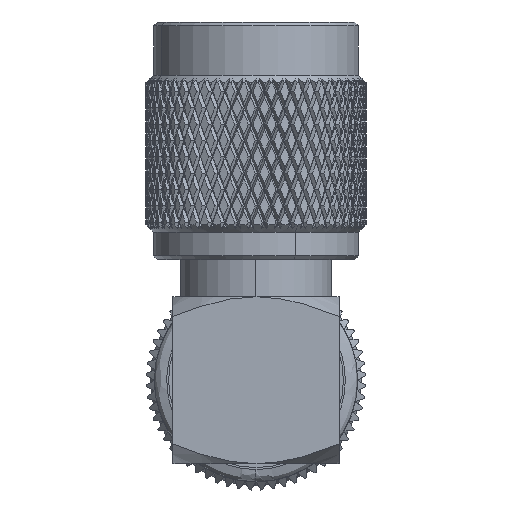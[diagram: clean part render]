
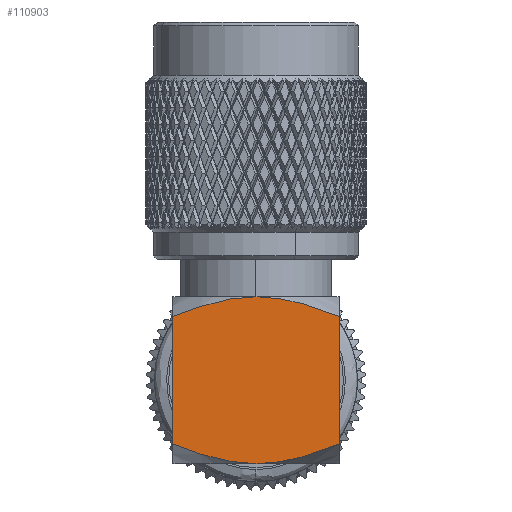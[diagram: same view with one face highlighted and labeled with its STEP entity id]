
A CAD part, left-side view. The second image highlights one B-rep face of the part: STEP entity #110903.
In plain terms, the highlighted face is planar.
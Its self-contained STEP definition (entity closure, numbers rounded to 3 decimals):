
#3395 = CARTESIAN_POINT ( 'NONE',  ( -5.5, 5.5, 0.954 ) ) ;
#5860 = CARTESIAN_POINT ( 'NONE',  ( 4.185, 5.5, -5.5 ) ) ;
#6225 = CARTESIAN_POINT ( 'NONE',  ( -4.543, 5.5, -4.622 ) ) ;
#6841 = CARTESIAN_POINT ( 'NONE',  ( -5.5, 5.5, 0. ) ) ;
#8177 = LINE ( 'NONE', #35416, #104817 ) ;
#8932 = DIRECTION ( 'NONE',  ( 0., 0., -1. ) ) ;
#9317 = LINE ( 'NONE', #53450, #23472 ) ;
#13025 = VERTEX_POINT ( 'NONE', #85453 ) ;
#15534 = CARTESIAN_POINT ( 'NONE',  ( -5.5, 5.5, -0.473 ) ) ;
#16071 = ORIENTED_EDGE ( 'NONE', *, *, #104075, .T. ) ;
#16414 = EDGE_CURVE ( 'NONE', #39537, #94794, #8177, .T. ) ;
#16575 = ORIENTED_EDGE ( 'NONE', *, *, #88709, .F. ) ;
#20668 = EDGE_CURVE ( 'NONE', #105640, #39537, #26490, .T. ) ;
#21973 = CARTESIAN_POINT ( 'NONE',  ( -4.535, 5.5, 4.616 ) ) ;
#23472 = VECTOR ( 'NONE', #109185, 1000. ) ;
#26490 = B_SPLINE_CURVE_WITH_KNOTS ( 'NONE', 3,
 ( #118531, #42984, #88853, #42376, #79536, #61571, #89463, #5860 ),
 .UNSPECIFIED., .F., .F.,
 ( 4, 2, 2, 4 ),
 ( 0.02, 0.021, 0.023, 0.026 ),
 .UNSPECIFIED. ) ;
#28706 = CARTESIAN_POINT ( 'NONE',  ( 4.185, 5.5, 5.5 ) ) ;
#28786 = EDGE_CURVE ( 'NONE', #85860, #13025, #70860, .T. ) ;
#28794 = CARTESIAN_POINT ( 'NONE',  ( 4.535, 5.5, 4.616 ) ) ;
#29312 = EDGE_LOOP ( 'NONE', ( #71859, #16071, #76818, #103649, #16575, #64630 ) ) ;
#29917 = PLANE ( 'NONE',  #111785 ) ;
#35416 = CARTESIAN_POINT ( 'NONE',  ( -5.5, 5.5, -5.5 ) ) ;
#39537 = VERTEX_POINT ( 'NONE', #102505 ) ;
#42376 = CARTESIAN_POINT ( 'NONE',  ( 5.328, 5.5, -1.891 ) ) ;
#42984 = CARTESIAN_POINT ( 'NONE',  ( 5.5, 5.5, -0.473 ) ) ;
#48476 = FACE_OUTER_BOUND ( 'NONE', #29312, .T. ) ;
#51864 = CARTESIAN_POINT ( 'NONE',  ( -4.185, 5.5, -5.5 ) ) ;
#53130 = EDGE_CURVE ( 'NONE', #89720, #85860, #9317, .T. ) ;
#53450 = CARTESIAN_POINT ( 'NONE',  ( -5.5, 5.5, 5.5 ) ) ;
#57268 = CARTESIAN_POINT ( 'NONE',  ( 5.352, 5.5, 1.885 ) ) ;
#59723 = CARTESIAN_POINT ( 'NONE',  ( -4.849, 5.5, 3.715 ) ) ;
#61336 = CARTESIAN_POINT ( 'NONE',  ( -4.185, 5.5, -5.5 ) ) ;
#61571 = CARTESIAN_POINT ( 'NONE',  ( 4.869, 5.5, -3.724 ) ) ;
#63584 = B_SPLINE_CURVE_WITH_KNOTS ( 'NONE', 3,
 ( #85761, #95042, #28794, #66548, #104327, #57268, #70827, #117883 ),
 .UNSPECIFIED., .F., .F.,
 ( 4, 2, 2, 4 ),
 ( 0.014, 0.016, 0.017, 0.02 ),
 .UNSPECIFIED. ) ;
#64630 = ORIENTED_EDGE ( 'NONE', *, *, #28786, .F. ) ;
#66548 = CARTESIAN_POINT ( 'NONE',  ( 4.849, 5.5, 3.715 ) ) ;
#69020 = CARTESIAN_POINT ( 'NONE',  ( -4.185, 5.5, 5.5 ) ) ;
#70827 = CARTESIAN_POINT ( 'NONE',  ( 5.5, 5.5, 0.954 ) ) ;
#70860 = B_SPLINE_CURVE_WITH_KNOTS ( 'NONE', 3,
 ( #69020, #106785, #21973, #59723, #97518, #88224, #3395, #71450 ),
 .UNSPECIFIED., .F., .F.,
 ( 4, 2, 2, 4 ),
 ( 0.014, 0.016, 0.017, 0.02 ),
 .UNSPECIFIED. ) ;
#71450 = CARTESIAN_POINT ( 'NONE',  ( -5.5, 5.5, 0. ) ) ;
#71859 = ORIENTED_EDGE ( 'NONE', *, *, #53130, .F. ) ;
#72458 = CARTESIAN_POINT ( 'NONE',  ( -5.328, 5.5, -1.891 ) ) ;
#76818 = ORIENTED_EDGE ( 'NONE', *, *, #20668, .T. ) ;
#77750 = CARTESIAN_POINT ( 'NONE',  ( 5.5, 5.5, 0. ) ) ;
#79536 = CARTESIAN_POINT ( 'NONE',  ( 5.23, 5.5, -2.353 ) ) ;
#79927 = CARTESIAN_POINT ( 'NONE',  ( -5.23, 5.5, -2.353 ) ) ;
#85370 = CARTESIAN_POINT ( 'NONE',  ( -4.185, 5.5, 5.5 ) ) ;
#85453 = CARTESIAN_POINT ( 'NONE',  ( -5.5, 5.5, 0. ) ) ;
#85761 = CARTESIAN_POINT ( 'NONE',  ( 4.185, 5.5, 5.5 ) ) ;
#85860 = VERTEX_POINT ( 'NONE', #85370 ) ;
#86283 = DIRECTION ( 'NONE',  ( 0., -1., 0. ) ) ;
#88224 = CARTESIAN_POINT ( 'NONE',  ( -5.352, 5.5, 1.885 ) ) ;
#88709 = EDGE_CURVE ( 'NONE', #13025, #94794, #95118, .T. ) ;
#88853 = CARTESIAN_POINT ( 'NONE',  ( 5.463, 5.5, -0.953 ) ) ;
#89463 = CARTESIAN_POINT ( 'NONE',  ( 4.543, 5.5, -4.622 ) ) ;
#89720 = VERTEX_POINT ( 'NONE', #28706 ) ;
#94794 = VERTEX_POINT ( 'NONE', #51864 ) ;
#95042 = CARTESIAN_POINT ( 'NONE',  ( 4.364, 5.5, 5.06 ) ) ;
#95118 = B_SPLINE_CURVE_WITH_KNOTS ( 'NONE', 3,
 ( #6841, #15534, #118893, #72458, #79927, #99737, #6225, #61336 ),
 .UNSPECIFIED., .F., .F.,
 ( 4, 2, 2, 4 ),
 ( 0.02, 0.021, 0.023, 0.026 ),
 .UNSPECIFIED. ) ;
#97518 = CARTESIAN_POINT ( 'NONE',  ( -4.992, 5.5, 3.259 ) ) ;
#99737 = CARTESIAN_POINT ( 'NONE',  ( -4.869, 5.5, -3.724 ) ) ;
#102505 = CARTESIAN_POINT ( 'NONE',  ( 4.185, 5.5, -5.5 ) ) ;
#103649 = ORIENTED_EDGE ( 'NONE', *, *, #16414, .T. ) ;
#104075 = EDGE_CURVE ( 'NONE', #89720, #105640, #63584, .T. ) ;
#104327 = CARTESIAN_POINT ( 'NONE',  ( 4.992, 5.5, 3.259 ) ) ;
#104817 = VECTOR ( 'NONE', #112165, 1000. ) ;
#104857 = CARTESIAN_POINT ( 'NONE',  ( -5.5, 5.5, 5.5 ) ) ;
#105640 = VERTEX_POINT ( 'NONE', #77750 ) ;
#106785 = CARTESIAN_POINT ( 'NONE',  ( -4.364, 5.5, 5.06 ) ) ;
#109185 = DIRECTION ( 'NONE',  ( -1., 0., 0. ) ) ;
#110903 = ADVANCED_FACE ( 'NONE', ( #48476 ), #29917, .F. ) ;
#111785 = AXIS2_PLACEMENT_3D ( 'NONE', #104857, #86283, #8932 ) ;
#112165 = DIRECTION ( 'NONE',  ( -1., 0., 0. ) ) ;
#117883 = CARTESIAN_POINT ( 'NONE',  ( 5.5, 5.5, 0. ) ) ;
#118531 = CARTESIAN_POINT ( 'NONE',  ( 5.5, 5.5, 0. ) ) ;
#118893 = CARTESIAN_POINT ( 'NONE',  ( -5.463, 5.5, -0.953 ) ) ;
